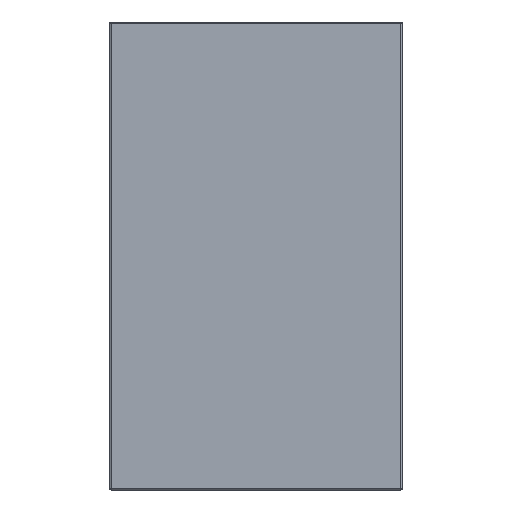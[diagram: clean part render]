
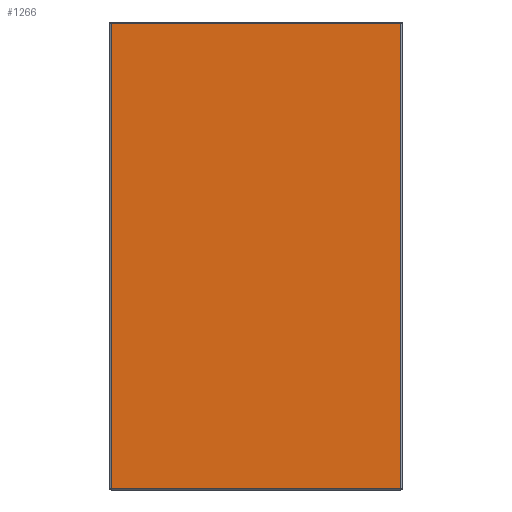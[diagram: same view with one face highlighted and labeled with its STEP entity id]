
A CAD part, left-side view. The second image highlights one B-rep face of the part: STEP entity #1266.
In plain terms, the highlighted planar face has unit normal (-1, 0, 0).
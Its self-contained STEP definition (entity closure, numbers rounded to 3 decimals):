
#29 = FACE_OUTER_BOUND ( 'NONE', #1798, .T. ) ;
#57 = EDGE_CURVE ( 'NONE', #1728, #1253, #1181, .T. ) ;
#85 = CARTESIAN_POINT ( 'NONE',  ( -4.5, 0.01, 3.2 ) ) ;
#155 = ORIENTED_EDGE ( 'NONE', *, *, #1985, .T. ) ;
#169 = CARTESIAN_POINT ( 'NONE',  ( -4.5, 2., 3.19 ) ) ;
#294 = LINE ( 'NONE', #169, #1915 ) ;
#376 = DIRECTION ( 'NONE',  ( -1., 0., 0. ) ) ;
#512 = CARTESIAN_POINT ( 'NONE',  ( -4.5, 0.01, 0.01 ) ) ;
#519 = VERTEX_POINT ( 'NONE', #565 ) ;
#565 = CARTESIAN_POINT ( 'NONE',  ( -4.5, 1.99, 3.19 ) ) ;
#705 = DIRECTION ( 'NONE',  ( 0., 0., 1. ) ) ;
#729 = AXIS2_PLACEMENT_3D ( 'NONE', #1312, #376, #1474 ) ;
#871 = ORIENTED_EDGE ( 'NONE', *, *, #1768, .T. ) ;
#887 = VECTOR ( 'NONE', #926, 1000. ) ;
#926 = DIRECTION ( 'NONE',  ( 0., 0., -1. ) ) ;
#932 = VECTOR ( 'NONE', #705, 1000. ) ;
#1033 = ORIENTED_EDGE ( 'NONE', *, *, #57, .T. ) ;
#1059 = CARTESIAN_POINT ( 'NONE',  ( -4.5, 1.99, 0.01 ) ) ;
#1147 = DIRECTION ( 'NONE',  ( 0., -1., 0. ) ) ;
#1181 = LINE ( 'NONE', #1215, #1579 ) ;
#1215 = CARTESIAN_POINT ( 'NONE',  ( -4.5, 0., 0.01 ) ) ;
#1247 = CARTESIAN_POINT ( 'NONE',  ( -4.5, 0.01, 3.19 ) ) ;
#1253 = VERTEX_POINT ( 'NONE', #512 ) ;
#1266 = ADVANCED_FACE ( 'NONE', ( #29 ), #1627, .T. ) ;
#1267 = DIRECTION ( 'NONE',  ( 0., 1., 0. ) ) ;
#1312 = CARTESIAN_POINT ( 'NONE',  ( -4.5, 0., 3.2 ) ) ;
#1377 = LINE ( 'NONE', #85, #932 ) ;
#1383 = VERTEX_POINT ( 'NONE', #1247 ) ;
#1474 = DIRECTION ( 'NONE',  ( 0., 0., 1. ) ) ;
#1492 = ORIENTED_EDGE ( 'NONE', *, *, #1876, .T. ) ;
#1579 = VECTOR ( 'NONE', #1147, 1000. ) ;
#1627 = PLANE ( 'NONE',  #729 ) ;
#1728 = VERTEX_POINT ( 'NONE', #1059 ) ;
#1730 = LINE ( 'NONE', #1893, #887 ) ;
#1768 = EDGE_CURVE ( 'NONE', #519, #1728, #1730, .T. ) ;
#1798 = EDGE_LOOP ( 'NONE', ( #1033, #155, #1492, #871 ) ) ;
#1876 = EDGE_CURVE ( 'NONE', #1383, #519, #294, .T. ) ;
#1893 = CARTESIAN_POINT ( 'NONE',  ( -4.5, 1.99, 3.2 ) ) ;
#1915 = VECTOR ( 'NONE', #1267, 1000. ) ;
#1985 = EDGE_CURVE ( 'NONE', #1253, #1383, #1377, .T. ) ;
